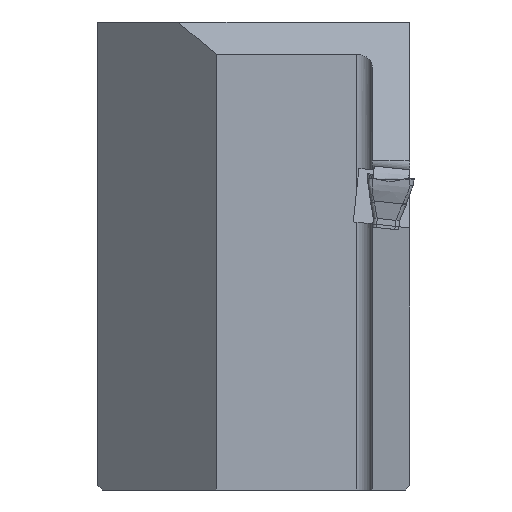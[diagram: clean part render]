
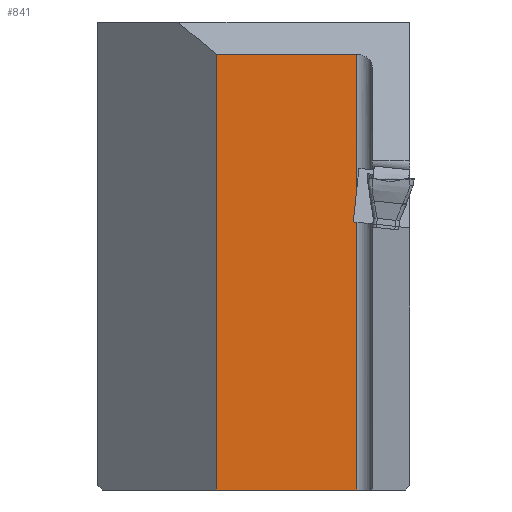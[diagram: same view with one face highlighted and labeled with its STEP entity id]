
A CAD part, left-side view. The second image highlights one B-rep face of the part: STEP entity #841.
In plain terms, the highlighted planar face has unit normal (-1, 0, 0).
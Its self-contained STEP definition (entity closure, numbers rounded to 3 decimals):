
#841=ADVANCED_FACE('',(#997),#952,.T.);
#952=PLANE('',#2505);
#997=FACE_OUTER_BOUND('',#1108,.T.);
#1108=EDGE_LOOP('',(#1262,#1263,#1264,#1265,#1266,#1267,#1268));
#1262=ORIENTED_EDGE('',*,*,#2029,.T.);
#1263=ORIENTED_EDGE('',*,*,#2030,.T.);
#1264=ORIENTED_EDGE('',*,*,#2031,.T.);
#1265=ORIENTED_EDGE('',*,*,#2032,.T.);
#1266=ORIENTED_EDGE('',*,*,#2033,.T.);
#1267=ORIENTED_EDGE('',*,*,#2009,.T.);
#1268=ORIENTED_EDGE('',*,*,#2034,.T.);
#1820=VERTEX_POINT('',#2890);
#1821=VERTEX_POINT('',#2892);
#1835=VERTEX_POINT('',#2932);
#1836=VERTEX_POINT('',#2933);
#1837=VERTEX_POINT('',#2935);
#1838=VERTEX_POINT('',#2937);
#1839=VERTEX_POINT('',#2939);
#2009=EDGE_CURVE('',#1821,#1820,#2299,.T.);
#2029=EDGE_CURVE('',#1835,#1836,#2317,.T.);
#2030=EDGE_CURVE('',#1836,#1837,#2318,.T.);
#2031=EDGE_CURVE('',#1837,#1838,#2319,.T.);
#2032=EDGE_CURVE('',#1838,#1839,#2320,.T.);
#2033=EDGE_CURVE('',#1839,#1821,#2321,.T.);
#2034=EDGE_CURVE('',#1820,#1835,#2322,.T.);
#2299=LINE('',#2891,#2404);
#2317=LINE('',#2931,#2422);
#2318=LINE('',#2934,#2423);
#2319=LINE('',#2936,#2424);
#2320=LINE('',#2938,#2425);
#2321=LINE('',#2940,#2426);
#2322=LINE('',#2941,#2427);
#2404=VECTOR('',#2607,1.);
#2422=VECTOR('',#2641,1.);
#2423=VECTOR('',#2642,1.);
#2424=VECTOR('',#2643,1.);
#2425=VECTOR('',#2644,1.);
#2426=VECTOR('',#2645,1.);
#2427=VECTOR('',#2646,1.);
#2505=AXIS2_PLACEMENT_3D('',#2942,#2647,#2648);
#2607=DIRECTION('',(0.,1.,0.));
#2641=DIRECTION('',(0.,-1.,0.));
#2642=DIRECTION('',(0.,0.,1.));
#2643=DIRECTION('',(0.,0.995,0.105));
#2644=DIRECTION('',(0.,-0.105,0.995));
#2645=DIRECTION('',(0.,0.,1.));
#2646=DIRECTION('',(0.,0.,-1.));
#2647=DIRECTION('',(-1.,0.,0.));
#2648=DIRECTION('',(0.,0.,1.));
#2890=CARTESIAN_POINT('',(13.,-7.6,7.93));
#2891=CARTESIAN_POINT('',(13.,-5.,7.93));
#2892=CARTESIAN_POINT('',(13.,-16.6,7.93));
#2931=CARTESIAN_POINT('',(13.,0.,-20.));
#2932=CARTESIAN_POINT('',(13.,-7.6,-20.));
#2933=CARTESIAN_POINT('',(13.,-16.6,-20.));
#2934=CARTESIAN_POINT('',(13.,-16.6,-2.944));
#2935=CARTESIAN_POINT('',(13.,-16.6,-2.839));
#2936=CARTESIAN_POINT('',(13.,-16.384,-2.816));
#2937=CARTESIAN_POINT('',(13.,-16.384,-2.816));
#2938=CARTESIAN_POINT('',(13.,-17.537,8.157));
#2939=CARTESIAN_POINT('',(13.,-16.6,-0.763));
#2940=CARTESIAN_POINT('',(13.,-16.6,7.93));
#2941=CARTESIAN_POINT('',(13.,-7.6,-22.));
#2942=CARTESIAN_POINT('',(13.,0.,10.));
